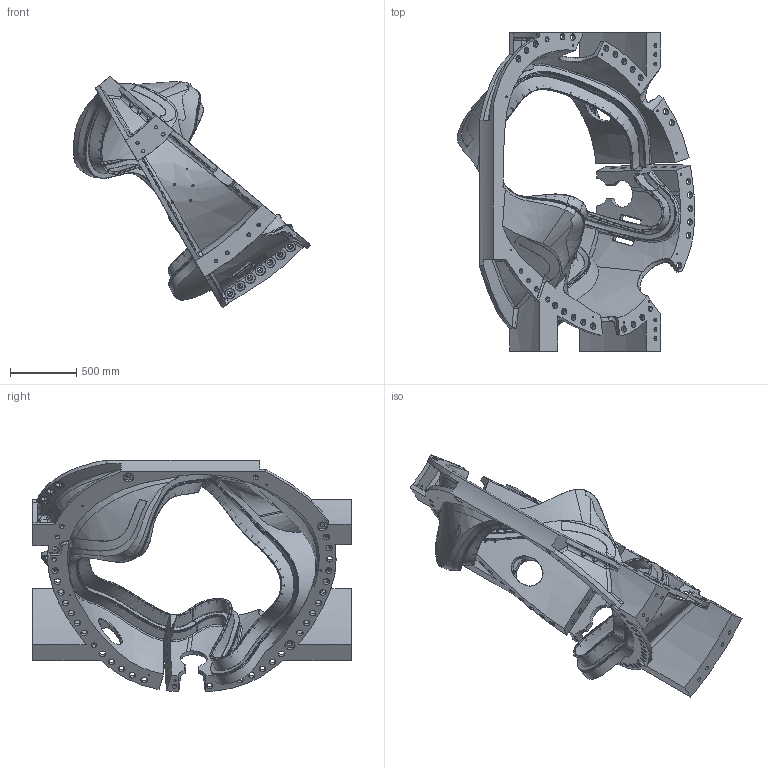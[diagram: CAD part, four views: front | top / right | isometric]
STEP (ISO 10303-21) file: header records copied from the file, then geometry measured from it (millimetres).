
FILE_DESCRIPTION(('CATIA V5 STEP'),'2;1');
FILE_NAME('test_se141-116_r5.stp','2005-07-10T16:41:06+00:00',('none'),('none'),'CATIA Version 5 Release 14 (IN-10)','CATIA V5 STEP AP203','none');
FILE_SCHEMA(('CONFIG_CONTROL_DESIGN'));
Length unit declared in the file: inch
Products named in the file (1): se141-116_r5
Bounding box: 1786.15 x 2397.12 x 1744.13 mm (x, y, z)
Volume: 286686481.9 mm3; surface area: 15211113.4 mm2
Topology: 1 solids, 1 shells, 2003 faces, 5177 edges, 3142 vertices
Faces by surface type: cylinder 924, bspline 412, cone 306, plane 264, sphere 74, extrusion 19, torus 4
Entity records: 173131 total; most frequent: CARTESIAN_POINT 132887, ORIENTED_EDGE 9786, DIRECTION 5112, EDGE_CURVE 4893, VERTEX_POINT 3130, B_SPLINE_CURVE_WITH_KNOTS 2937, EDGE_LOOP 2465, AXIS2_PLACEMENT_3D 2184
